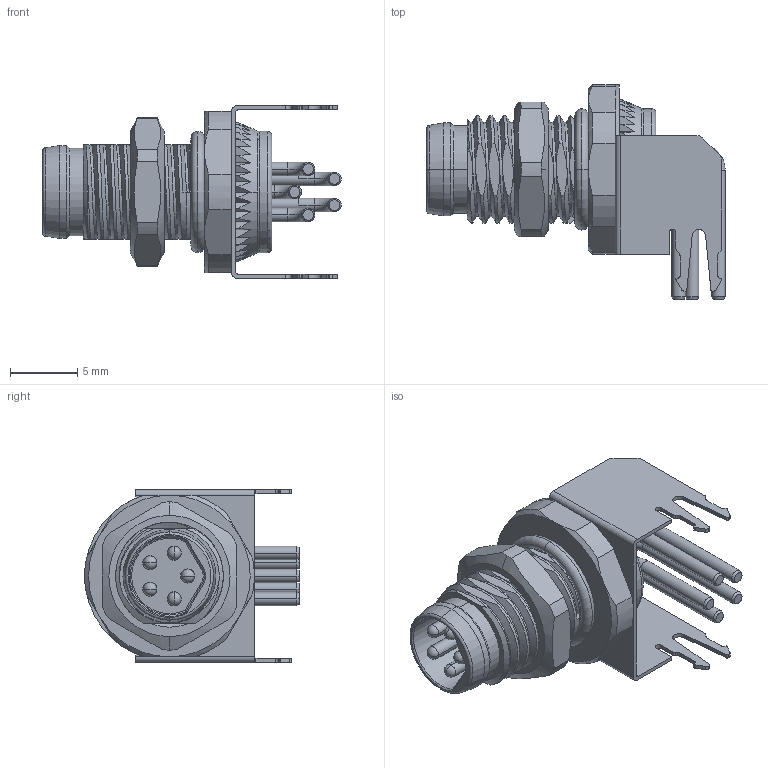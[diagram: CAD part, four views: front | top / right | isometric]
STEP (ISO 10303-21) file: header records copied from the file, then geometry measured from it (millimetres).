
FILE_DESCRIPTION((''),'2;1');
FILE_NAME('FM8ST0402-B05P104D00','2025-09-30T',('gongcheng16'),(''),'PRO/ENGINEER BY PARAMETRIC TECHNOLOGY CORPORATION, 2010280','PRO/ENGINEER BY PARAMETRIC TECHNOLOGY CORPORATION, 2010280','');
FILE_SCHEMA(('CONFIG_CONTROL_DESIGN'));
Length unit declared in the file: millimetre
Products named in the file (1): FM8ST0402-B05P104D00
Bounding box: 22.15 x 15.95 x 12.8 mm (x, y, z)
Volume: 308.3 mm3; surface area: 3026.8 mm2
Topology: 1 solids, 11 shells, 769 faces, 2116 edges, 1397 vertices
Faces by surface type: plane 349, cylinder 266, cone 72, bspline 45, torus 27, sphere 10
Entity records: 28877 total; most frequent: CARTESIAN_POINT 9434, ORIENTED_EDGE 4212, DIRECTION 3924, EDGE_CURVE 2106, AXIS2_PLACEMENT_3D 1473, VERTEX_POINT 1397, VECTOR 978, LINE 978
